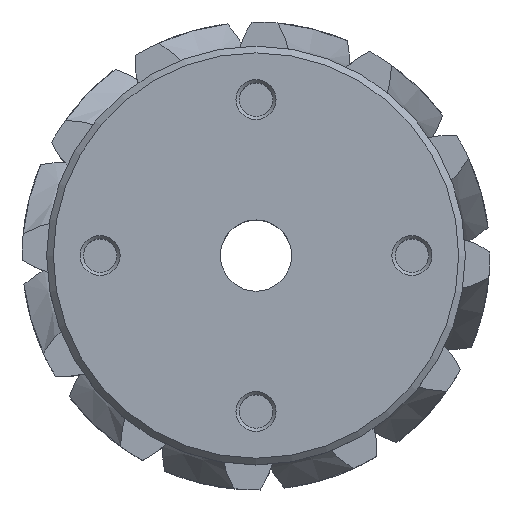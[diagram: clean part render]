
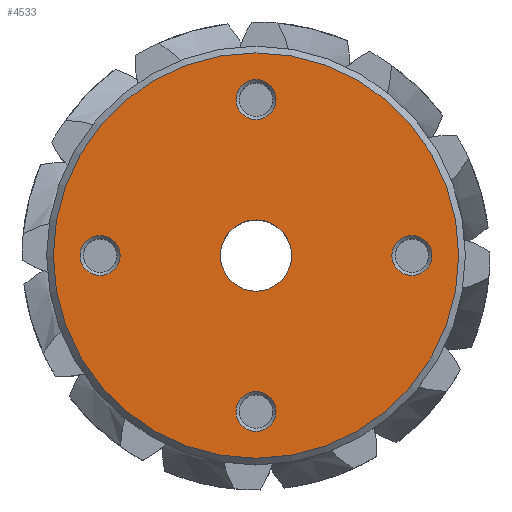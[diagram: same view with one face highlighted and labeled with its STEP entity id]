
A CAD part, top view. The second image highlights one B-rep face of the part: STEP entity #4533.
In plain terms, the highlighted planar face has unit normal (0, 0, 1).
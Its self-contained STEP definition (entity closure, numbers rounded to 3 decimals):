
#665=FACE_BOUND('',#1124,.T.);
#666=FACE_BOUND('',#1125,.T.);
#667=FACE_BOUND('',#1126,.T.);
#668=FACE_BOUND('',#1127,.T.);
#669=FACE_BOUND('',#1128,.T.);
#710=CIRCLE('',#4834,9.1);
#711=CIRCLE('',#4836,0.9);
#712=CIRCLE('',#4837,0.9);
#713=CIRCLE('',#4838,1.6);
#714=CIRCLE('',#4839,0.9);
#715=CIRCLE('',#4840,0.9);
#847=FACE_OUTER_BOUND('',#1123,.T.);
#1123=EDGE_LOOP('',(#3058));
#1124=EDGE_LOOP('',(#3059));
#1125=EDGE_LOOP('',(#3060));
#1126=EDGE_LOOP('',(#3061));
#1127=EDGE_LOOP('',(#3062));
#1128=EDGE_LOOP('',(#3063));
#1782=VERTEX_POINT('',#5723);
#1783=VERTEX_POINT('',#5727);
#1784=VERTEX_POINT('',#5729);
#1785=VERTEX_POINT('',#5731);
#1786=VERTEX_POINT('',#5733);
#1787=VERTEX_POINT('',#5735);
#2276=EDGE_CURVE('',#1782,#1782,#710,.T.);
#2277=EDGE_CURVE('',#1783,#1783,#711,.T.);
#2278=EDGE_CURVE('',#1784,#1784,#712,.T.);
#2279=EDGE_CURVE('',#1785,#1785,#713,.T.);
#2280=EDGE_CURVE('',#1786,#1786,#714,.T.);
#2281=EDGE_CURVE('',#1787,#1787,#715,.T.);
#3058=ORIENTED_EDGE('',*,*,#2276,.F.);
#3059=ORIENTED_EDGE('',*,*,#2277,.F.);
#3060=ORIENTED_EDGE('',*,*,#2278,.F.);
#3061=ORIENTED_EDGE('',*,*,#2279,.F.);
#3062=ORIENTED_EDGE('',*,*,#2280,.F.);
#3063=ORIENTED_EDGE('',*,*,#2281,.F.);
#4501=PLANE('',#4835);
#4533=ADVANCED_FACE('',(#847,#665,#666,#667,#668,#669),#4501,.T.);
#4834=AXIS2_PLACEMENT_3D('',#5725,#5105,#5106);
#4835=AXIS2_PLACEMENT_3D('',#5726,#5107,#5108);
#4836=AXIS2_PLACEMENT_3D('',#5728,#5109,#5110);
#4837=AXIS2_PLACEMENT_3D('',#5730,#5111,#5112);
#4838=AXIS2_PLACEMENT_3D('',#5732,#5113,#5114);
#4839=AXIS2_PLACEMENT_3D('',#5734,#5115,#5116);
#4840=AXIS2_PLACEMENT_3D('',#5736,#5117,#5118);
#5105=DIRECTION('center_axis',(0.,0.,-1.));
#5106=DIRECTION('ref_axis',(0.,-1.,0.));
#5107=DIRECTION('center_axis',(0.,0.,1.));
#5108=DIRECTION('ref_axis',(0.,-1.,0.));
#5109=DIRECTION('center_axis',(0.,0.,1.));
#5110=DIRECTION('ref_axis',(0.,-1.,0.));
#5111=DIRECTION('center_axis',(0.,0.,1.));
#5112=DIRECTION('ref_axis',(0.,-1.,0.));
#5113=DIRECTION('center_axis',(0.,0.,1.));
#5114=DIRECTION('ref_axis',(0.,1.,0.));
#5115=DIRECTION('center_axis',(0.,0.,1.));
#5116=DIRECTION('ref_axis',(0.,-1.,0.));
#5117=DIRECTION('center_axis',(0.,0.,1.));
#5118=DIRECTION('ref_axis',(0.,-1.,0.));
#5723=CARTESIAN_POINT('',(0.,9.1,-1.955));
#5725=CARTESIAN_POINT('Origin',(0.,0.,
-1.955));
#5726=CARTESIAN_POINT('Origin',(0.,0.,
-1.955));
#5727=CARTESIAN_POINT('',(0.,7.9,-1.955));
#5728=CARTESIAN_POINT('Origin',(0.,7.,
-1.955));
#5729=CARTESIAN_POINT('',(0.,-6.1,-1.955));
#5730=CARTESIAN_POINT('Origin',(0.,-7.,
-1.955));
#5731=CARTESIAN_POINT('',(0.,-1.6,-1.955));
#5732=CARTESIAN_POINT('Origin',(0.,0.,
-1.955));
#5733=CARTESIAN_POINT('',(7.,0.9,-1.955));
#5734=CARTESIAN_POINT('Origin',(7.,0.,-1.955));
#5735=CARTESIAN_POINT('',(-7.,0.9,-1.955));
#5736=CARTESIAN_POINT('Origin',(-7.,0.,
-1.955));
